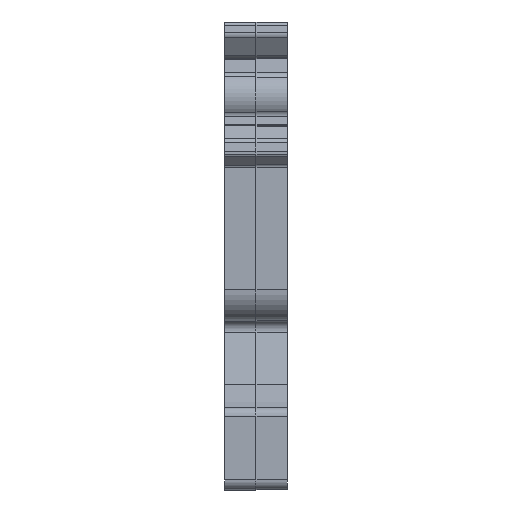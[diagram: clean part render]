
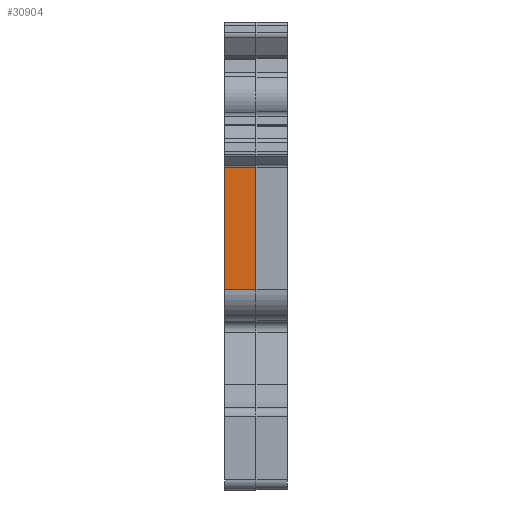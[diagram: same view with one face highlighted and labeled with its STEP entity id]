
A CAD part, left-side view. The second image highlights one B-rep face of the part: STEP entity #30904.
In plain terms, the highlighted planar face has unit normal (-1, 0, 0).
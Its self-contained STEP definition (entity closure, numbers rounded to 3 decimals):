
#983 = EDGE_CURVE ( 'NONE', #24573, #10458, #12290, .T. ) ;
#1659 = CARTESIAN_POINT ( 'NONE',  ( -53.25, 5., 8.734 ) ) ;
#1766 = VECTOR ( 'NONE', #45277, 1000. ) ;
#5405 = VERTEX_POINT ( 'NONE', #1659 ) ;
#6201 = ORIENTED_EDGE ( 'NONE', *, *, #983, .T. ) ;
#6990 = FACE_OUTER_BOUND ( 'NONE', #41138, .T. ) ;
#7715 = CARTESIAN_POINT ( 'NONE',  ( -53.25, 4.95, 19.235 ) ) ;
#10458 = VERTEX_POINT ( 'NONE', #43916 ) ;
#12290 = LINE ( 'NONE', #23666, #20998 ) ;
#12296 = EDGE_CURVE ( 'NONE', #24573, #40511, #33624, .T. ) ;
#20998 = VECTOR ( 'NONE', #27661, 1000. ) ;
#22054 = VECTOR ( 'NONE', #24891, 1000. ) ;
#22214 = EDGE_CURVE ( 'NONE', #10458, #5405, #32251, .T. ) ;
#22488 = AXIS2_PLACEMENT_3D ( 'NONE', #7715, #37786, #42605 ) ;
#23666 = CARTESIAN_POINT ( 'NONE',  ( -53.25, 72.277, 18.488 ) ) ;
#24573 = VERTEX_POINT ( 'NONE', #31534 ) ;
#24891 = DIRECTION ( 'NONE',  ( 0., 0., -1. ) ) ;
#26831 = PLANE ( 'NONE',  #22488 ) ;
#27661 = DIRECTION ( 'NONE',  ( 0., 1., 0. ) ) ;
#27680 = CARTESIAN_POINT ( 'NONE',  ( -53.25, 5., 18.488 ) ) ;
#29899 = LINE ( 'NONE', #36777, #30646 ) ;
#30646 = VECTOR ( 'NONE', #48948, 1000. ) ;
#30904 = ADVANCED_FACE ( 'NONE', ( #6990 ), #26831, .T. ) ;
#31467 = EDGE_CURVE ( 'NONE', #5405, #40511, #29899, .T. ) ;
#31534 = CARTESIAN_POINT ( 'NONE',  ( -53.25, 2.5, 18.488 ) ) ;
#31760 = ORIENTED_EDGE ( 'NONE', *, *, #22214, .T. ) ;
#32251 = LINE ( 'NONE', #27680, #22054 ) ;
#32361 = ORIENTED_EDGE ( 'NONE', *, *, #12296, .F. ) ;
#33624 = LINE ( 'NONE', #42020, #1766 ) ;
#34769 = CARTESIAN_POINT ( 'NONE',  ( -53.25, 2.5, 8.734 ) ) ;
#36777 = CARTESIAN_POINT ( 'NONE',  ( -53.25, 4.95, 8.734 ) ) ;
#37786 = DIRECTION ( 'NONE',  ( -1., 0., 0. ) ) ;
#40511 = VERTEX_POINT ( 'NONE', #34769 ) ;
#41138 = EDGE_LOOP ( 'NONE', ( #32361, #6201, #31760, #45144 ) ) ;
#42020 = CARTESIAN_POINT ( 'NONE',  ( -53.25, 2.5, 18.488 ) ) ;
#42605 = DIRECTION ( 'NONE',  ( 0., 0., 1. ) ) ;
#43916 = CARTESIAN_POINT ( 'NONE',  ( -53.25, 5., 18.488 ) ) ;
#45144 = ORIENTED_EDGE ( 'NONE', *, *, #31467, .T. ) ;
#45277 = DIRECTION ( 'NONE',  ( 0., 0., -1. ) ) ;
#48948 = DIRECTION ( 'NONE',  ( 0., -1., 0. ) ) ;
